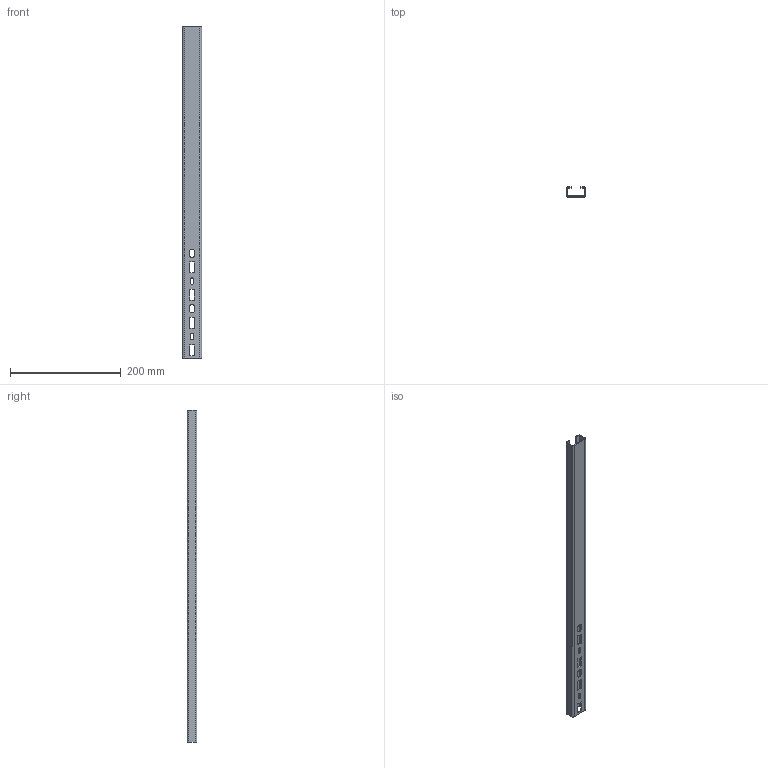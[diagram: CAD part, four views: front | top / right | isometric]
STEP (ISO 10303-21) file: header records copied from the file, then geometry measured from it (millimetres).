
FILE_DESCRIPTION (( 'STEP AP214' ), '1' );
FILE_NAME ('1104591.STEP', '2026-01-30T10:14:52', ( '' ), ( '' ), 'SwSTEP 2.0', 'SolidWorks 2024', '' );
FILE_SCHEMA (( 'AUTOMOTIVE_DESIGN' ));
Length unit declared in the file: millimetre
Products named in the file (1): 1104591
Bounding box: 35 x 17.87 x 600 mm (x, y, z)
Volume: 77479.7 mm3; surface area: 95322.8 mm2
Topology: 1 solids, 1 shells, 86 faces, 236 edges, 152 vertices
Faces by surface type: plane 54, cylinder 32
Entity records: 2771 total; most frequent: CARTESIAN_POINT 475, DIRECTION 474, ORIENTED_EDGE 472, EDGE_CURVE 236, LINE 172, VECTOR 172, VERTEX_POINT 152, AXIS2_PLACEMENT_3D 151
